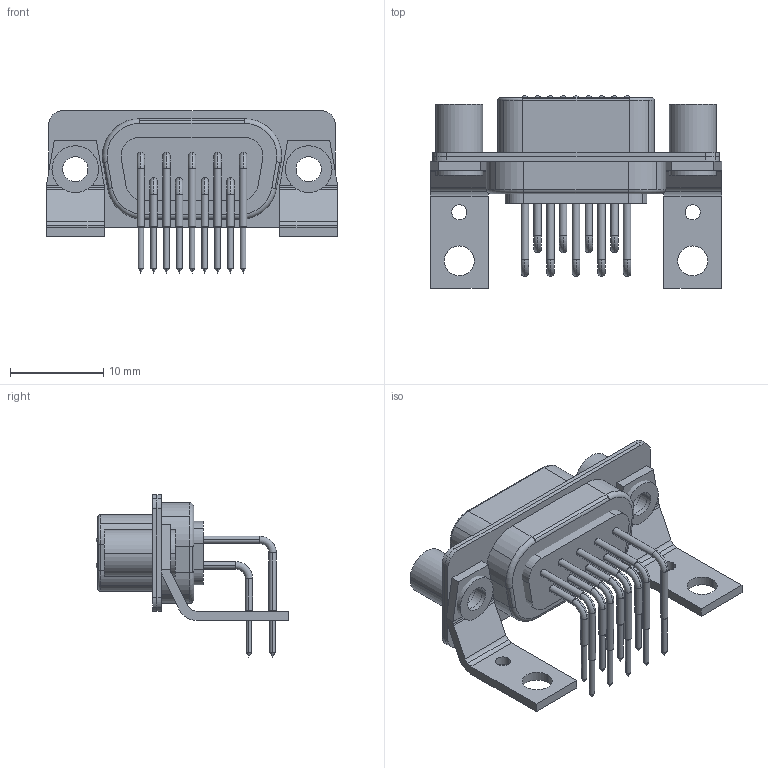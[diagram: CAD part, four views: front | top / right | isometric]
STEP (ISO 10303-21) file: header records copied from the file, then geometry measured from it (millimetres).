
FILE_DESCRIPTION((''),'2;1');
FILE_NAME('AMPHENOL_L717DFE09P1ATN.stp','2009-09-17T14:34:58',(''),(''),'Mechanical Desktop 2006','Mechanical Desktop 2006',', , ');
FILE_SCHEMA(('AUTOMOTIVE_DESIGN { 1 2 10303 214 0 1 1 1 }'));
Length unit declared in the file: millimetre
Products named in the file (1): Product
Bounding box: 31.2 x 20.6 x 17.4 mm (x, y, z)
Volume: 2186.2 mm3; surface area: 4927.5 mm2
Topology: 28 solids, 28 shells, 345 faces, 975 edges, 746 vertices
Faces by surface type: cylinder 174, plane 83, cone 36, torus 24, bspline 19, sphere 9
Entity records: 11176 total; most frequent: CARTESIAN_POINT 2203, DIRECTION 2032, ORIENTED_EDGE 1648, EDGE_CURVE 824, AXIS2_PLACEMENT_3D 784, VERTEX_POINT 535, VECTOR 464, LINE 464
